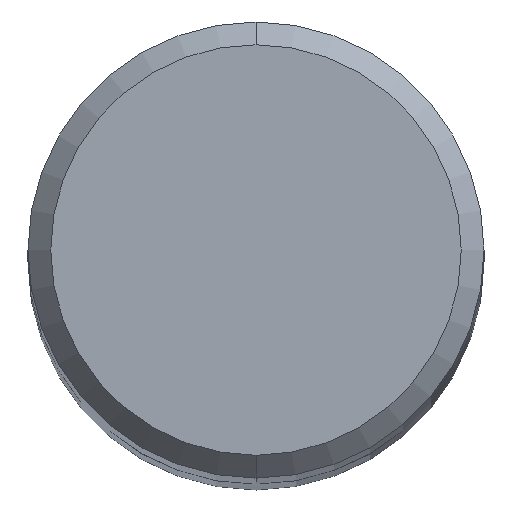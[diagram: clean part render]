
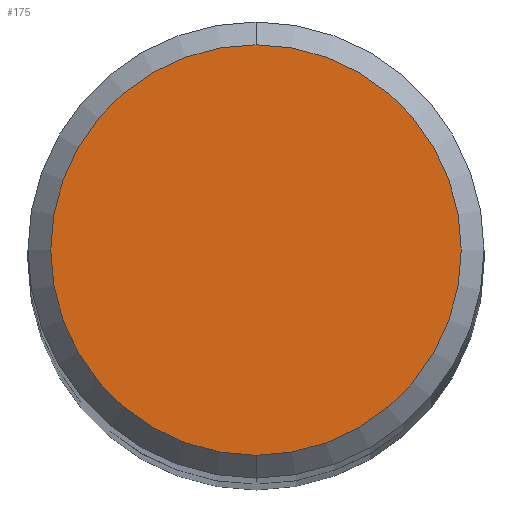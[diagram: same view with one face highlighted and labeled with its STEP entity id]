
A CAD part, top view. The second image highlights one B-rep face of the part: STEP entity #175.
In plain terms, the highlighted planar face has unit normal (0, 0, 1).
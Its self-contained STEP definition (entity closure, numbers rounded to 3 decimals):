
#175=ADVANCED_FACE('',(#452),#453,.T.);
#251=VERTEX_POINT('',#536);
#361=EDGE_CURVE('',#251,#381,#658,.T.);
#381=VERTEX_POINT('',#679);
#411=EDGE_CURVE('',#381,#251,#712,.T.);
#452=FACE_OUTER_BOUND('',#789,.T.);
#453=PLANE('',#790);
#536=CARTESIAN_POINT('',(0.0,4.5,0.0));
#658=CIRCLE('',#1169,4.5);
#679=CARTESIAN_POINT('',(0.,-4.5,0.0));
#712=CIRCLE('',#1312,4.5);
#789=EDGE_LOOP('',(#1365,#1366));
#790=AXIS2_PLACEMENT_3D('',#1367,#1368,#1369);
#1169=AXIS2_PLACEMENT_3D('',#1597,#1598,#1599);
#1312=AXIS2_PLACEMENT_3D('',#1655,#1656,#1657);
#1365=ORIENTED_EDGE('',*,*,#361,.F.);
#1366=ORIENTED_EDGE('',*,*,#411,.F.);
#1367=CARTESIAN_POINT('',(0.0,2.25,0.0));
#1368=DIRECTION('',(-0.0,0.0,1.0));
#1369=DIRECTION('',(0.0,-1.0,0.0));
#1597=CARTESIAN_POINT('',(0.0,0.0,0.0));
#1598=DIRECTION('',(0.0,0.0,-1.0));
#1599=DIRECTION('',(0.0,1.0,0.0));
#1655=CARTESIAN_POINT('',(0.0,0.0,0.0));
#1656=DIRECTION('',(0.0,0.0,-1.0));
#1657=DIRECTION('',(0.0,1.0,0.0));
